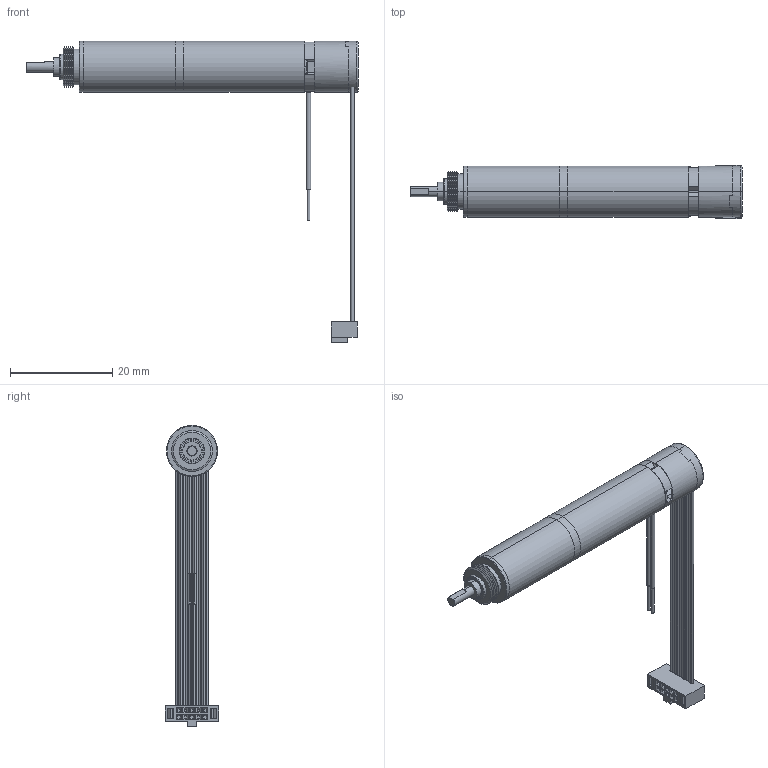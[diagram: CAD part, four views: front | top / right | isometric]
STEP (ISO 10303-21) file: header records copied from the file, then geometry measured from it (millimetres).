
FILE_DESCRIPTION(('STEP AP214'),'1');
FILE_NAME('B78986DBC4E8.stp','2018-01-30T08:56:51',('maxon motor ag'),(''),'Spatial InterOp 3D',' ',' ');
FILE_SCHEMA(('AUTOMOTIVE_DESIGN'));
Length unit declared in the file: millimetre
Products named in the file (19): 2018_01_30__09-56-50-643; 1; 2; 3; 4; 5; 6; 7; 8; 9; 10; 11
Bounding box: 65.06 x 10.54 x 59.02 mm (x, y, z)
Volume: 2717.8 mm3; surface area: 5792.8 mm2
Topology: 19 solids, 19 shells, 895 faces, 2324 edges, 1519 vertices
Faces by surface type: plane 685, cylinder 160, cone 26, torus 22, sphere 2
Entity records: 34725 total; most frequent: CARTESIAN_POINT 4768, ORIENTED_EDGE 4648, DIRECTION 4571, EDGE_CURVE 2324, LINE 1899, VECTOR 1899, VERTEX_POINT 1519, AXIS2_PLACEMENT_3D 1336
